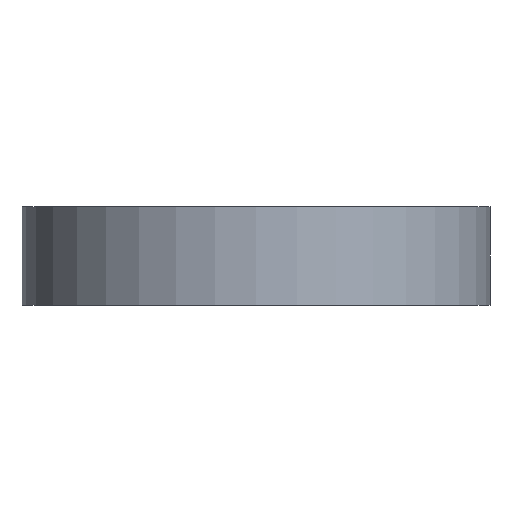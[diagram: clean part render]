
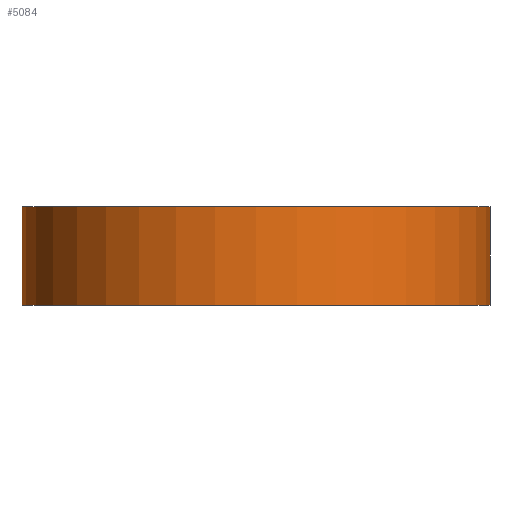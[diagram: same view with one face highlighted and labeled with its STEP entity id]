
A CAD part, front view. The second image highlights one B-rep face of the part: STEP entity #5084.
In plain terms, the highlighted cylindrical face has radius 28.506 mm (diameter 57.012 mm), a full revolution.
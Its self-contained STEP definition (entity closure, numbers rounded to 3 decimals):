
#15=LINE('',#12830,#16);
#16=VECTOR('',#5749,28.506);
#87=CYLINDRICAL_SURFACE('',#5318,28.506);
#90=CIRCLE('',#5107,28.506);
#231=CIRCLE('',#5319,28.506);
#515=FACE_OUTER_BOUND('',#799,.T.);
#799=EDGE_LOOP('',(#4308,#4309,#4310,#4311));
#2054=VERTEX_POINT('',#12518);
#2063=VERTEX_POINT('',#12829);
#2754=EDGE_CURVE('',#2054,#2054,#90,.T.);
#2905=EDGE_CURVE('',#2054,#2063,#15,.T.);
#2906=EDGE_CURVE('',#2063,#2063,#231,.T.);
#4308=ORIENTED_EDGE('',*,*,#2754,.T.);
#4309=ORIENTED_EDGE('',*,*,#2905,.T.);
#4310=ORIENTED_EDGE('',*,*,#2906,.F.);
#4311=ORIENTED_EDGE('',*,*,#2905,.F.);
#5084=ADVANCED_FACE('',(#515),#87,.T.);
#5107=AXIS2_PLACEMENT_3D('',#12519,#5325,#5326);
#5318=AXIS2_PLACEMENT_3D('',#12828,#5747,#5748);
#5319=AXIS2_PLACEMENT_3D('',#12831,#5750,#5751);
#5325=DIRECTION('center_axis',(0.,0.,-1.));
#5326=DIRECTION('ref_axis',(-1.,0.,0.));
#5747=DIRECTION('center_axis',(0.,0.,1.));
#5748=DIRECTION('ref_axis',(-1.,0.,0.));
#5749=DIRECTION('',(0.,0.,-1.));
#5750=DIRECTION('center_axis',(0.,0.,-1.));
#5751=DIRECTION('ref_axis',(-1.,0.,0.));
#12518=CARTESIAN_POINT('',(28.506,0.,12.));
#12519=CARTESIAN_POINT('Origin',(0.,0.,12.));
#12828=CARTESIAN_POINT('Origin',(0.,0.,0.));
#12829=CARTESIAN_POINT('',(28.506,0.,0.));
#12830=CARTESIAN_POINT('',(28.506,0.,0.));
#12831=CARTESIAN_POINT('Origin',(0.,0.,0.));
